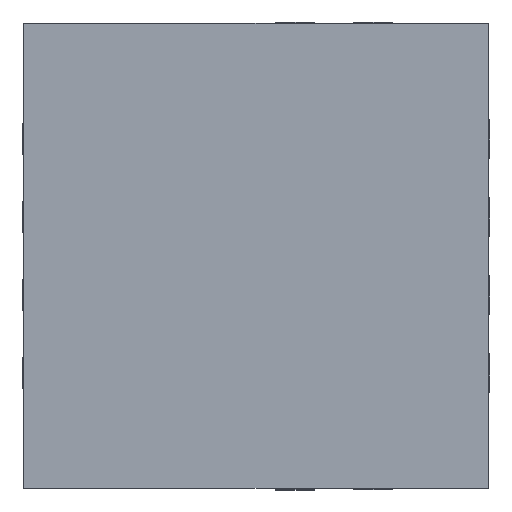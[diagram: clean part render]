
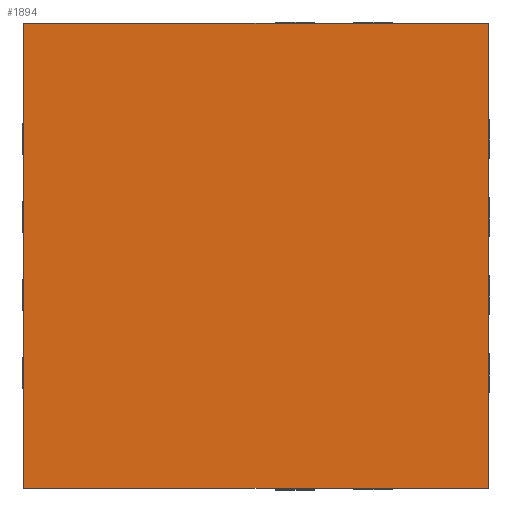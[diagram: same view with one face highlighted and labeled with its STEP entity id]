
A CAD part, top view. The second image highlights one B-rep face of the part: STEP entity #1894.
In plain terms, the highlighted planar face has unit normal (0, 0, 1).
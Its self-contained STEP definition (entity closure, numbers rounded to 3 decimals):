
#104=FACE_OUTER_BOUND('',#216,.T.);
#216=EDGE_LOOP('',(#1267,#1268,#1269,#1270));
#328=LINE('',#2740,#560);
#331=LINE('',#2745,#563);
#332=LINE('',#2748,#564);
#334=LINE('',#2751,#566);
#560=VECTOR('',#2191,10.);
#563=VECTOR('',#2196,10.);
#564=VECTOR('',#2199,10.);
#566=VECTOR('',#2203,10.);
#791=VERTEX_POINT('',#2737);
#792=VERTEX_POINT('',#2739);
#793=VERTEX_POINT('',#2743);
#794=VERTEX_POINT('',#2747);
#976=EDGE_CURVE('',#792,#791,#328,.F.);
#979=EDGE_CURVE('',#791,#793,#331,.F.);
#980=EDGE_CURVE('',#794,#792,#332,.F.);
#982=EDGE_CURVE('',#793,#794,#334,.F.);
#1267=ORIENTED_EDGE('',*,*,#979,.T.);
#1268=ORIENTED_EDGE('',*,*,#982,.T.);
#1269=ORIENTED_EDGE('',*,*,#980,.T.);
#1270=ORIENTED_EDGE('',*,*,#976,.T.);
#1804=PLANE('',#2029);
#1894=ADVANCED_FACE('',(#104),#1804,.T.);
#2029=AXIS2_PLACEMENT_3D('',#2752,#2204,#2205);
#2191=DIRECTION('',(0.,-1.,0.));
#2196=DIRECTION('',(1.,0.,0.));
#2199=DIRECTION('',(-1.,0.,0.));
#2203=DIRECTION('',(0.,1.,0.));
#2204=DIRECTION('center_axis',(0.,0.,1.));
#2205=DIRECTION('ref_axis',(1.,0.,0.));
#2737=CARTESIAN_POINT('',(1.49,1.49,0.75));
#2739=CARTESIAN_POINT('',(1.49,-1.49,0.75));
#2740=CARTESIAN_POINT('',(1.49,-0.75,0.75));
#2743=CARTESIAN_POINT('',(-1.49,1.49,0.75));
#2745=CARTESIAN_POINT('',(0.75,1.49,0.75));
#2747=CARTESIAN_POINT('',(-1.49,-1.49,0.75));
#2748=CARTESIAN_POINT('',(-0.75,-1.49,0.75));
#2751=CARTESIAN_POINT('',(-1.49,0.75,0.75));
#2752=CARTESIAN_POINT('Origin',(0.,0.,0.75));
